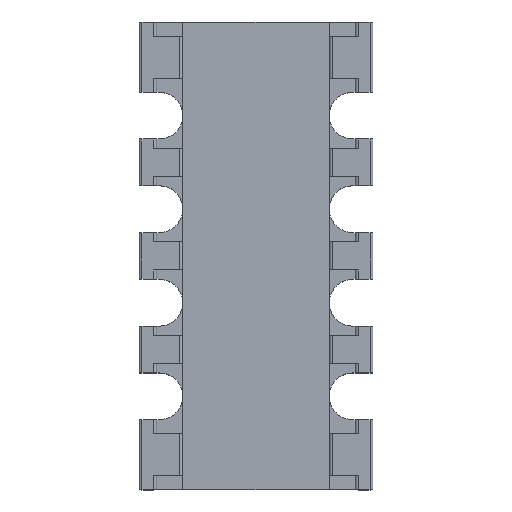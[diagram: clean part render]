
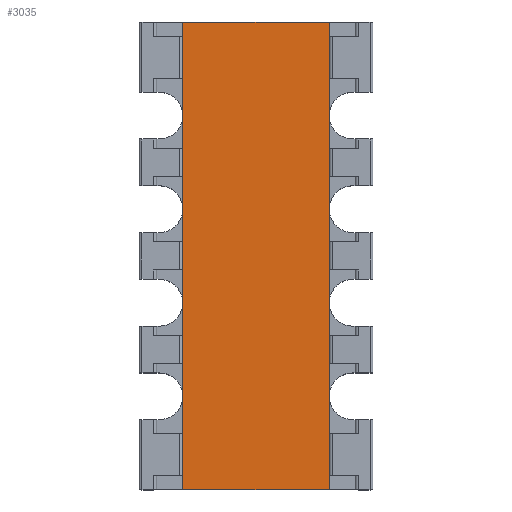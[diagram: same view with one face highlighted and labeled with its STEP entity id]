
A CAD part, top view. The second image highlights one B-rep face of the part: STEP entity #3035.
In plain terms, the highlighted planar face has unit normal (0, 0, 1).
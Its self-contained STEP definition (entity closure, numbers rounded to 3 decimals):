
#13=DIRECTION('',(0.,0.,1.));
#34=VECTOR('',#35,1.);
#35=DIRECTION('',(0.,1.,0.));
#47=DIRECTION('',(1.,0.,0.));
#58=VECTOR('',#47,1.);
#1041=VERTEX_POINT('',#1042);
#1042=CARTESIAN_POINT('',(-0.5,-1.6,0.5));
#1044=ORIENTED_EDGE('',*,*,#1045,.T.);
#1045=EDGE_CURVE('',#1041,#1046,#1048,.T.);
#1046=VERTEX_POINT('',#1047);
#1047=CARTESIAN_POINT('',(0.5,-1.6,0.5));
#1048=LINE('',#1042,#58);
#2831=ORIENTED_EDGE('',*,*,#2832,.F.);
#2832=EDGE_CURVE('',#1041,#2833,#2835,.T.);
#2833=VERTEX_POINT('',#2834);
#2834=CARTESIAN_POINT('',(-0.5,1.6,0.5));
#2835=LINE('',#1042,#34);
#2924=EDGE_CURVE('',#1046,#2925,#2927,.T.);
#2925=VERTEX_POINT('',#2926);
#2926=CARTESIAN_POINT('',(0.5,1.6,0.5));
#2927=LINE('',#1047,#34);
#3035=ADVANCED_FACE('',(#3036),#3042,.T.);
#3036=FACE_BOUND('',#3037,.T.);
#3037=EDGE_LOOP('',(#2831,#1044,#3038,#3039));
#3038=ORIENTED_EDGE('',*,*,#2924,.T.);
#3039=ORIENTED_EDGE('',*,*,#3040,.F.);
#3040=EDGE_CURVE('',#2833,#2925,#3041,.T.);
#3041=LINE('',#2834,#58);
#3042=PLANE('',#3043);
#3043=AXIS2_PLACEMENT_3D('',#1042,#13,#47);
